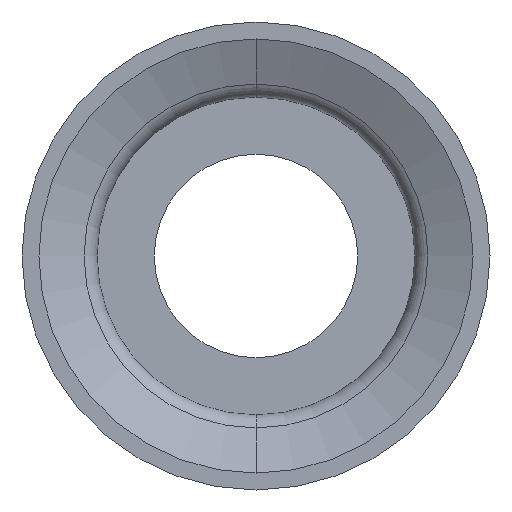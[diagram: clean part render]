
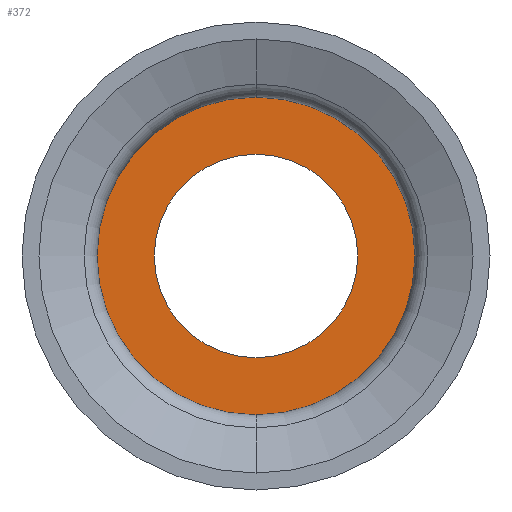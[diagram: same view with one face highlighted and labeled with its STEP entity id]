
A CAD part, front view. The second image highlights one B-rep face of the part: STEP entity #372.
In plain terms, the highlighted planar face has unit normal (0, -1, 0).
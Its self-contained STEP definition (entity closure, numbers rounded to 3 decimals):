
#372=ADVANCED_FACE('',(#814,#815),#816,.F.);
#814=FACE_OUTER_BOUND('',#1318,.T.);
#815=FACE_BOUND('',#1319,.T.);
#816=PLANE('',#1320);
#1318=EDGE_LOOP('',(#6186,#6187));
#1319=EDGE_LOOP('',(#6188,#6189));
#1320=AXIS2_PLACEMENT_3D('',#6190,#6191,#6192);
#6186=ORIENTED_EDGE('',*,*,#6819,.F.);
#6187=ORIENTED_EDGE('',*,*,#6979,.F.);
#6188=ORIENTED_EDGE('',*,*,#6977,.T.);
#6189=ORIENTED_EDGE('',*,*,#6823,.T.);
#6190=CARTESIAN_POINT('',(8.0,-2.0,0.0));
#6191=DIRECTION('',(0.0,1.0,0.0));
#6192=DIRECTION('',(0.0,0.0,1.0));
#6819=EDGE_CURVE('',#7416,#7417,#7418,.T.);
#6823=EDGE_CURVE('',#7422,#7423,#7424,.T.);
#6977=EDGE_CURVE('',#7423,#7422,#7644,.T.);
#6979=EDGE_CURVE('',#7417,#7416,#7646,.T.);
#7416=VERTEX_POINT('',#8149);
#7417=VERTEX_POINT('',#8150);
#7418=CIRCLE('',#8151,15.093);
#7422=VERTEX_POINT('',#8157);
#7423=VERTEX_POINT('',#8158);
#7424=CIRCLE('',#8159,8.0);
#7644=CIRCLE('',#8943,8.0);
#7646=CIRCLE('',#8945,15.093);
#8149=CARTESIAN_POINT('',(0.0,-2.0,-15.093));
#8150=CARTESIAN_POINT('',(0.,-2.0,15.093));
#8151=AXIS2_PLACEMENT_3D('',#10679,#10680,#10681);
#8157=CARTESIAN_POINT('',(0.,-2.0,-8.0));
#8158=CARTESIAN_POINT('',(0.0,-2.0,8.0));
#8159=AXIS2_PLACEMENT_3D('',#10684,#10685,#10686);
#8943=AXIS2_PLACEMENT_3D('',#10854,#10855,#10856);
#8945=AXIS2_PLACEMENT_3D('',#10857,#10858,#10859);
#10679=CARTESIAN_POINT('',(0.0,-2.0,0.0));
#10680=DIRECTION('',(0.0,1.0,0.0));
#10681=DIRECTION('',(0.0,0.0,1.0));
#10684=CARTESIAN_POINT('',(0.0,-2.0,0.0));
#10685=DIRECTION('',(0.0,1.0,0.0));
#10686=DIRECTION('',(0.0,0.0,1.0));
#10854=CARTESIAN_POINT('',(0.0,-2.0,0.0));
#10855=DIRECTION('',(0.0,1.0,0.0));
#10856=DIRECTION('',(0.0,0.0,1.0));
#10857=CARTESIAN_POINT('',(0.0,-2.0,0.0));
#10858=DIRECTION('',(0.0,1.0,0.0));
#10859=DIRECTION('',(0.0,0.0,1.0));
